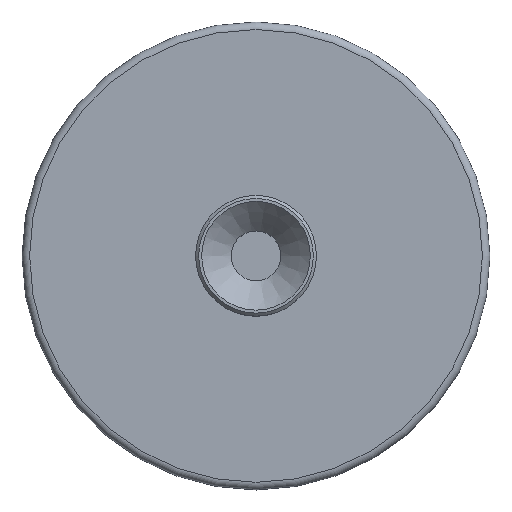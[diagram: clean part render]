
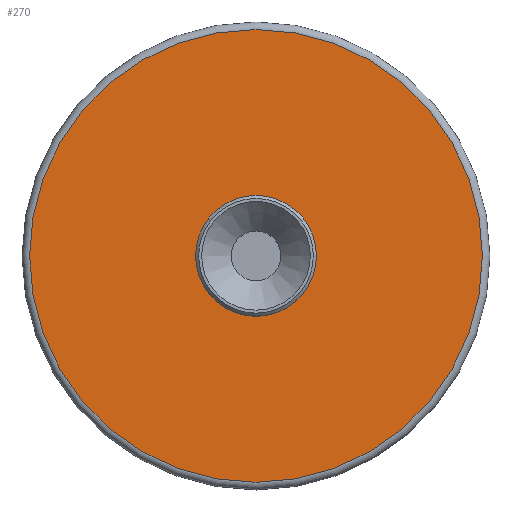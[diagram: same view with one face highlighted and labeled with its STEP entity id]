
A CAD part, top view. The second image highlights one B-rep face of the part: STEP entity #270.
In plain terms, the highlighted planar face has unit normal (0, 0, 1).
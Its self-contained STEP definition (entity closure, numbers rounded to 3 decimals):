
#52=FACE_BOUND('',#91,.T.);
#58=PLANE('',#375);
#71=FACE_OUTER_BOUND('',#90,.T.);
#90=EDGE_LOOP('',(#223,#224));
#91=EDGE_LOOP('',(#225));
#119=CIRCLE('',#356,4.);
#128=CIRCLE('',#372,15.);
#130=CIRCLE('',#374,15.);
#146=VERTEX_POINT('',#514);
#154=VERTEX_POINT('',#541);
#155=VERTEX_POINT('',#542);
#166=EDGE_CURVE('',#146,#146,#119,.T.);
#178=EDGE_CURVE('',#154,#155,#128,.T.);
#180=EDGE_CURVE('',#155,#154,#130,.T.);
#223=ORIENTED_EDGE('',*,*,#178,.F.);
#224=ORIENTED_EDGE('',*,*,#180,.F.);
#225=ORIENTED_EDGE('',*,*,#166,.T.);
#270=ADVANCED_FACE('',(#71,#52),#58,.T.);
#356=AXIS2_PLACEMENT_3D('',#515,#409,#410);
#372=AXIS2_PLACEMENT_3D('',#543,#444,#445);
#374=AXIS2_PLACEMENT_3D('',#545,#448,#449);
#375=AXIS2_PLACEMENT_3D('',#546,#450,#451);
#409=DIRECTION('center_axis',(0.,0.,-1.));
#410=DIRECTION('ref_axis',(-1.,0.,0.));
#444=DIRECTION('center_axis',(0.,0.,-1.));
#445=DIRECTION('ref_axis',(-1.,0.,0.));
#448=DIRECTION('center_axis',(0.,0.,-1.));
#449=DIRECTION('ref_axis',(-1.,0.,0.));
#450=DIRECTION('center_axis',(0.,0.,1.));
#451=DIRECTION('ref_axis',(1.,0.,0.));
#514=CARTESIAN_POINT('',(4.,0.,3.));
#515=CARTESIAN_POINT('Origin',(0.,0.,3.));
#541=CARTESIAN_POINT('',(15.,0.,3.));
#542=CARTESIAN_POINT('',(-15.,0.,3.));
#543=CARTESIAN_POINT('Origin',(0.,0.,3.));
#545=CARTESIAN_POINT('Origin',(0.,0.,3.));
#546=CARTESIAN_POINT('Origin',(0.,0.,3.));
